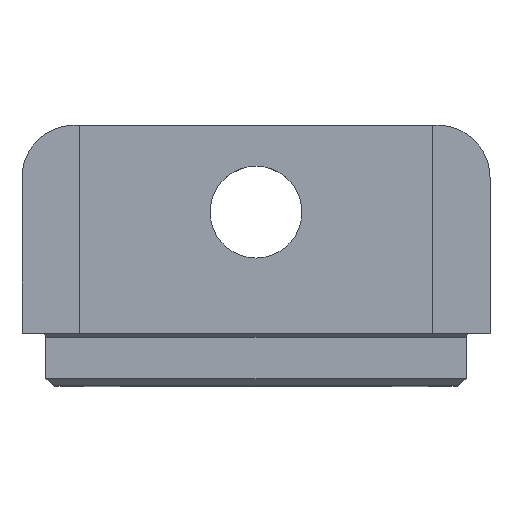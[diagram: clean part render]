
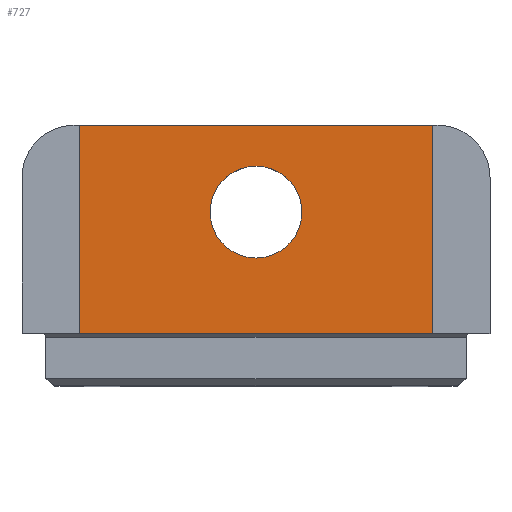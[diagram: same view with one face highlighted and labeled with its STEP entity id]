
A CAD part, top view. The second image highlights one B-rep face of the part: STEP entity #727.
In plain terms, the highlighted planar face has unit normal (0, 0, 1).
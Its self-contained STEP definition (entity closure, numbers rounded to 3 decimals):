
#37=FACE_BOUND('',#139,.T.);
#53=CIRCLE('',#792,2.65);
#96=FACE_OUTER_BOUND('',#138,.T.);
#138=EDGE_LOOP('',(#571,#572,#573,#574));
#139=EDGE_LOOP('',(#575));
#195=LINE('',#1243,#262);
#198=LINE('',#1250,#265);
#199=LINE('',#1251,#266);
#200=LINE('',#1252,#267);
#262=VECTOR('',#955,1000.);
#265=VECTOR('',#960,10.);
#266=VECTOR('',#961,1000.);
#267=VECTOR('',#962,1000.);
#331=VERTEX_POINT('',#1208);
#342=VERTEX_POINT('',#1240);
#343=VERTEX_POINT('',#1242);
#345=VERTEX_POINT('',#1248);
#346=VERTEX_POINT('',#1249);
#412=EDGE_CURVE('',#331,#331,#53,.T.);
#429=EDGE_CURVE('',#342,#343,#195,.T.);
#432=EDGE_CURVE('',#345,#346,#198,.T.);
#433=EDGE_CURVE('',#343,#346,#199,.T.);
#434=EDGE_CURVE('',#342,#345,#200,.T.);
#571=ORIENTED_EDGE('',*,*,#432,.T.);
#572=ORIENTED_EDGE('',*,*,#433,.F.);
#573=ORIENTED_EDGE('',*,*,#429,.F.);
#574=ORIENTED_EDGE('',*,*,#434,.T.);
#575=ORIENTED_EDGE('',*,*,#412,.T.);
#695=PLANE('',#803);
#727=ADVANCED_FACE('',(#96,#37),#695,.F.);
#792=AXIS2_PLACEMENT_3D('',#1209,#922,#923);
#803=AXIS2_PLACEMENT_3D('',#1247,#958,#959);
#922=DIRECTION('center_axis',(0.,0.,
-1.));
#923=DIRECTION('ref_axis',(-1.,0.,0.));
#955=DIRECTION('',(1.,0.,0.));
#958=DIRECTION('center_axis',(0.,0.,
-1.));
#959=DIRECTION('ref_axis',(-1.,0.,0.));
#960=DIRECTION('',(1.,0.,0.));
#961=DIRECTION('',(0.,-1.,0.));
#962=DIRECTION('',(0.,-1.,0.));
#1208=CARTESIAN_POINT('',(2.65,10.,-10.));
#1209=CARTESIAN_POINT('Origin',(0.,10.,-10.));
#1240=CARTESIAN_POINT('',(-10.2,15.,-10.));
#1242=CARTESIAN_POINT('',(10.2,15.,-10.));
#1243=CARTESIAN_POINT('',(-10.,15.,-10.));
#1247=CARTESIAN_POINT('Origin',(-10.,5.,-10.));
#1248=CARTESIAN_POINT('',(-10.2,3.,-10.));
#1249=CARTESIAN_POINT('',(10.2,3.,-10.));
#1250=CARTESIAN_POINT('',(2.5,3.,-10.));
#1251=CARTESIAN_POINT('',(10.2,5.,-10.));
#1252=CARTESIAN_POINT('',(-10.2,5.,-10.));
